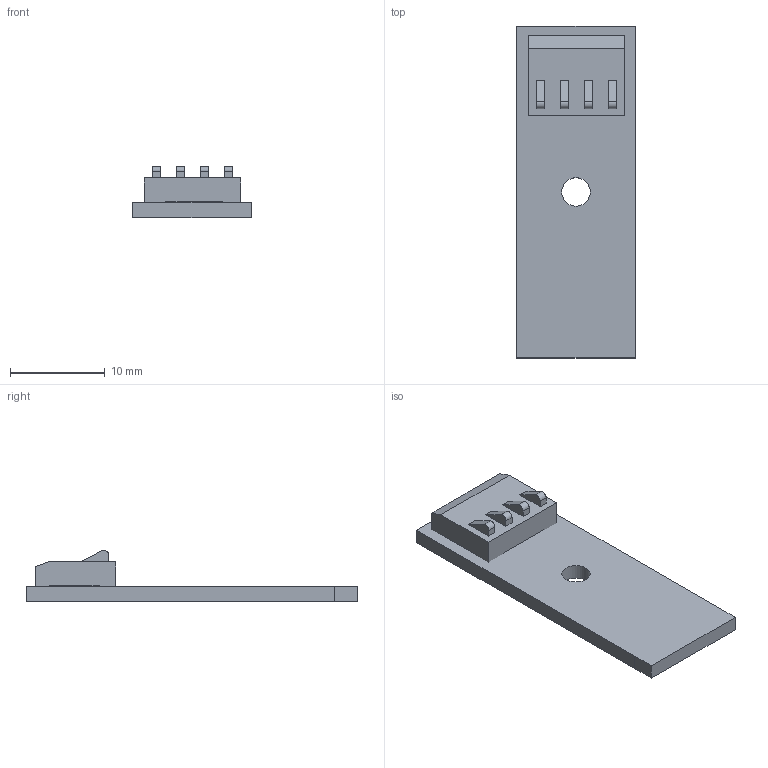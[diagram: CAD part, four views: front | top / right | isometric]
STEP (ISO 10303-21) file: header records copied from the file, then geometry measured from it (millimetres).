
FILE_DESCRIPTION(('KiCad electronic assembly'),'2;1');
FILE_NAME('feederFloor.stp','2020-01-31T09:37:27',('An Author'),( 'A Company'),'Open CASCADE STEP processor 6.9', 'KiCad to STEP converter','Unknown');
FILE_SCHEMA(('AUTOMOTIVE_DESIGN { 1 0 10303 214 1 1 1 1 }'));
Length unit declared in the file: millimetre
Products named in the file (4): Open CASCADE STEP translator 6.9 1; 70AA; SOLID; COMPOUND
Assembly tree (3 placements, depth 3):
  Open CASCADE STEP translator 6.9 1
    70AA
      SOLID
    COMPOUND
Bounding box: 12.5 x 35 x 5.4 mm (x, y, z)
Volume: 914.7 mm3; surface area: 1317.6 mm2
Topology: 2 solids, 2 shells, 48 faces, 120 edges, 80 vertices
Faces by surface type: plane 43, cylinder 5
Full cylindrical faces by diameter (mm): 3 x1
Entity records: 3278 total; most frequent: CARTESIAN_POINT 540, DIRECTION 466, LINE 340, VECTOR 340, ORIENTED_EDGE 240, PCURVE 240, DEFINITIONAL_REPRESENTATION 240, EDGE_CURVE 120
